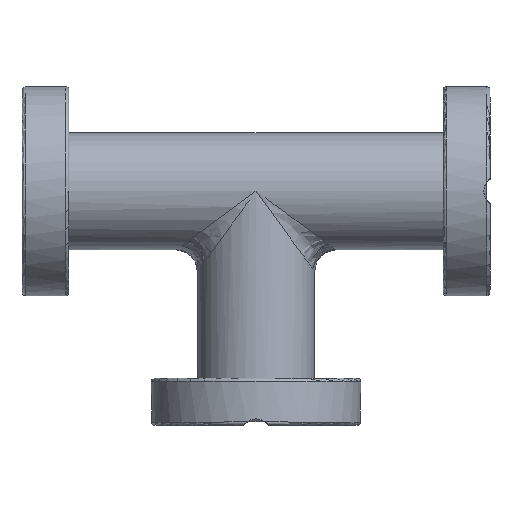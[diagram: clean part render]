
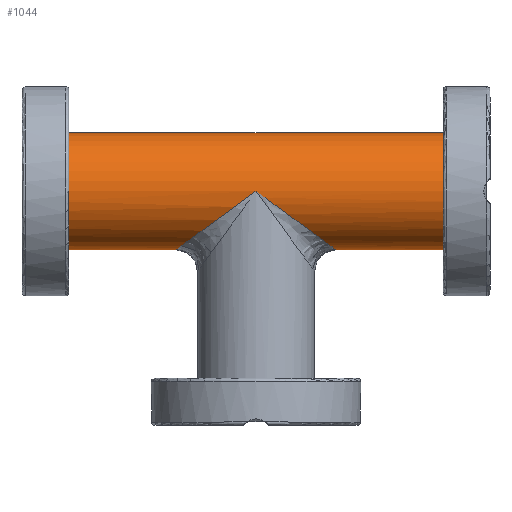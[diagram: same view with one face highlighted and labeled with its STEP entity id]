
A CAD part, top view. The second image highlights one B-rep face of the part: STEP entity #1044.
In plain terms, the highlighted cylindrical face has radius 9.5 mm (diameter 19 mm), a full revolution.
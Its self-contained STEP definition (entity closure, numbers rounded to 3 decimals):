
#739=CARTESIAN_POINT('',(0.0,0.0,-9.5));
#740=VERTEX_POINT('',#739);
#741=CARTESIAN_POINT('',(0.0,0.0,9.5));
#742=VERTEX_POINT('',#741);
#743=CARTESIAN_POINT('',(0.0,0.0,0.0));
#744=DIRECTION('',(0.59,0.807,0.0));
#745=DIRECTION('',(-0.807,0.59,0.0));
#746=AXIS2_PLACEMENT_3D('',#743,#744,#745);
#747=ELLIPSE('',#746,16.101,9.5);
#748=EDGE_CURVE('',#740,#742,#747,.T.);
#931=CARTESIAN_POINT('',(0.0,0.0,0.0));
#932=DIRECTION('',(-0.59,0.807,0.0));
#933=DIRECTION('',(0.807,0.59,0.0));
#934=AXIS2_PLACEMENT_3D('',#931,#932,#933);
#935=ELLIPSE('',#934,16.101,9.5);
#936=EDGE_CURVE('',#742,#740,#935,.T.);
#1013=CARTESIAN_POINT('',(0.0,0.0,0.0));
#1014=DIRECTION('',(1.0,0.0,0.0));
#1015=DIRECTION('',(0.0,-1.0,0.0));
#1016=AXIS2_PLACEMENT_3D('',#1013,#1014,#1015);
#1017=CYLINDRICAL_SURFACE('',#1016,9.5);
#1018=CARTESIAN_POINT('',(33.2,9.5,0.));
#1019=VERTEX_POINT('',#1018);
#1020=CARTESIAN_POINT('',(33.2,0.0,0.0));
#1021=DIRECTION('',(-1.0,0.0,0.0));
#1022=DIRECTION('',(0.0,-1.0,0.0));
#1023=AXIS2_PLACEMENT_3D('',#1020,#1021,#1022);
#1024=CIRCLE('',#1023,9.5);
#1025=EDGE_CURVE('',#1019,#1019,#1024,.T.);
#1026=ORIENTED_EDGE('',*,*,#1025,.T.);
#1027=EDGE_LOOP('',(#1026));
#1028=FACE_OUTER_BOUND('',#1027,.T.);
#1029=ORIENTED_EDGE('',*,*,#748,.F.);
#1030=ORIENTED_EDGE('',*,*,#936,.F.);
#1031=EDGE_LOOP('',(#1029,#1030));
#1032=FACE_BOUND('',#1031,.T.);
#1033=CARTESIAN_POINT('',(-33.2,9.5,0.));
#1034=VERTEX_POINT('',#1033);
#1035=CARTESIAN_POINT('',(-33.2,0.0,0.0));
#1036=DIRECTION('',(1.0,0.0,0.0));
#1037=DIRECTION('',(0.0,-1.0,0.0));
#1038=AXIS2_PLACEMENT_3D('',#1035,#1036,#1037);
#1039=CIRCLE('',#1038,9.5);
#1040=EDGE_CURVE('',#1034,#1034,#1039,.T.);
#1041=ORIENTED_EDGE('',*,*,#1040,.T.);
#1042=EDGE_LOOP('',(#1041));
#1043=FACE_BOUND('',#1042,.T.);
#1044=ADVANCED_FACE('',(#1028,#1032,#1043),#1017,.T.);
